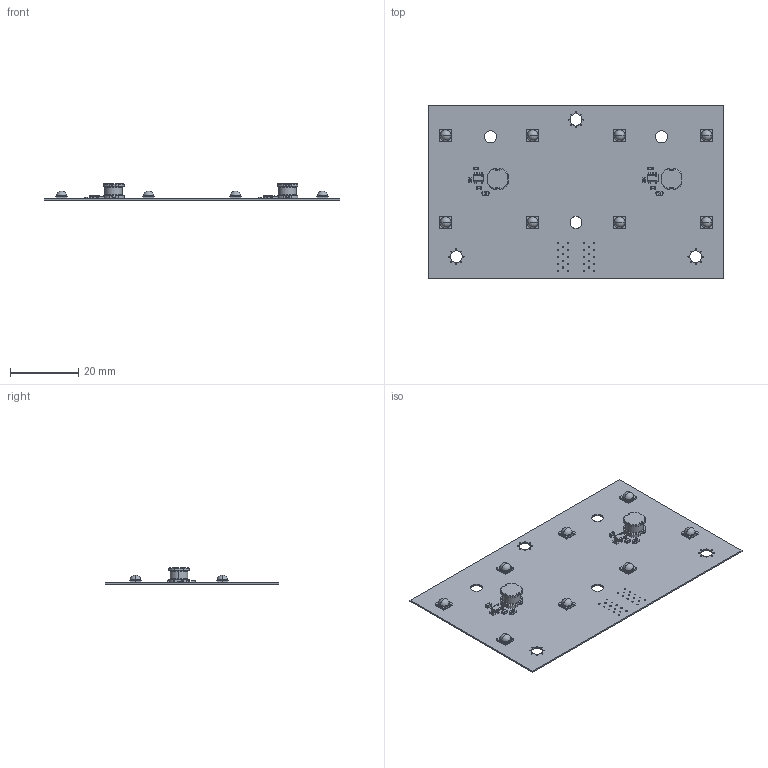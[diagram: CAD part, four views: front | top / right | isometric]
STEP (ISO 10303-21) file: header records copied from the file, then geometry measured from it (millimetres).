
FILE_DESCRIPTION(('Open CASCADE Model'),'2;1');
FILE_NAME('Open CASCADE Shape Model','2020-07-16T17:05:02',('Author'),( 'Open CASCADE'),'Open CASCADE STEP processor 6.8','Open CASCADE 6.8' ,'Unknown');
FILE_SCHEMA(('AUTOMOTIVE_DESIGN { 1 0 10303 214 1 1 1 1 }'));
Products named in the file (1): PCB
Bounding box: 86.36 x 50.8 x 4.91 mm (x, y, z)
Volume: 2123.5 mm3; surface area: 9949.9 mm2
Topology: 63 solids, 363 shells, 1834 faces, 6406 edges, 4928 vertices
Faces by surface type: plane 1296, cylinder 398, sphere 64, cone 48, torus 24, bspline 4
Full cylindrical faces by diameter (mm): 0.254 x24, 0.381 x52, 0.392 x2, 3.5 x6
Entity records: 70778 total; most frequent: CARTESIAN_POINT 13849, DIRECTION 10964, ORIENTED_EDGE 9452, EDGE_CURVE 6342, LINE 5054, VECTOR 5054, VERTEX_POINT 4928, AXIS2_PLACEMENT_3D 2955
